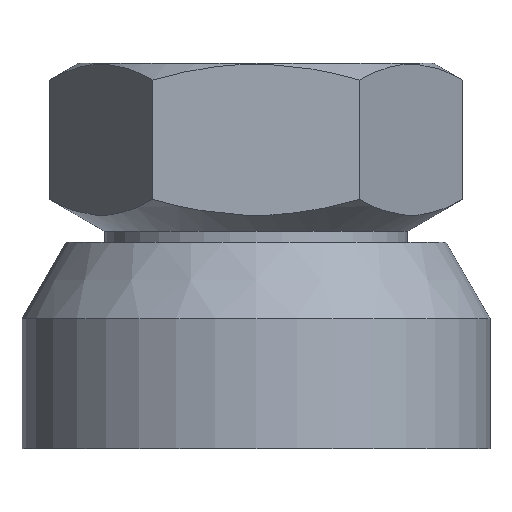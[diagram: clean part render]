
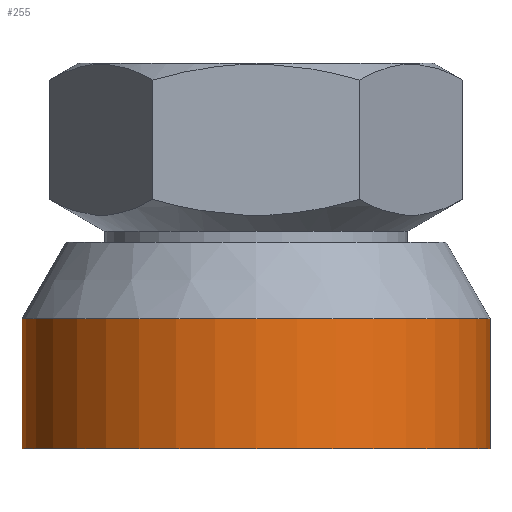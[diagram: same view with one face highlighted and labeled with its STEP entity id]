
A CAD part, front view. The second image highlights one B-rep face of the part: STEP entity #255.
In plain terms, the highlighted cylindrical face has radius 8.5 mm (diameter 17 mm), a partial arc.
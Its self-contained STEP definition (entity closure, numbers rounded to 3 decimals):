
#255=ADVANCED_FACE('',(#647),#648,.T.);
#439=EDGE_CURVE('',#501,#463,#853,.T.);
#445=EDGE_CURVE('',#465,#463,#859,.T.);
#461=EDGE_CURVE('',#465,#527,#877,.T.);
#463=VERTEX_POINT('',#879);
#465=VERTEX_POINT('',#881);
#501=VERTEX_POINT('',#923);
#503=EDGE_CURVE('',#527,#501,#925,.T.);
#527=VERTEX_POINT('',#950);
#647=FACE_OUTER_BOUND('',#1096,.T.);
#648=CYLINDRICAL_SURFACE('',#1097,8.5);
#853=LINE('',#1422,#1423);
#859=CIRCLE('',#1432,8.5);
#877=LINE('',#1452,#1453);
#879=CARTESIAN_POINT('',(8.5,0.,0.));
#881=CARTESIAN_POINT('',(-8.5,0.,0.0));
#923=CARTESIAN_POINT('',(8.5,0.,4.729));
#925=CIRCLE('',#1518,8.5);
#950=CARTESIAN_POINT('',(-8.5,0.,4.729));
#1096=EDGE_LOOP('',(#1723,#1724,#1725,#1726));
#1097=AXIS2_PLACEMENT_3D('',#1727,#1728,#1729);
#1422=CARTESIAN_POINT('',(8.5,0.,2.364));
#1423=VECTOR('',#1996,1.0);
#1432=AXIS2_PLACEMENT_3D('',#1998,#1999,#2000);
#1452=CARTESIAN_POINT('',(-8.5,0.,2.364));
#1453=VECTOR('',#2020,1.0);
#1518=AXIS2_PLACEMENT_3D('',#2069,#2070,#2071);
#1723=ORIENTED_EDGE('',*,*,#461,.F.);
#1724=ORIENTED_EDGE('',*,*,#445,.T.);
#1725=ORIENTED_EDGE('',*,*,#439,.F.);
#1726=ORIENTED_EDGE('',*,*,#503,.F.);
#1727=CARTESIAN_POINT('',(0.,0.,2.364));
#1728=DIRECTION('',(0.,0.,-1.0));
#1729=DIRECTION('',(-1.0,0.,0.));
#1996=DIRECTION('',(0.,0.,-1.0));
#1998=CARTESIAN_POINT('',(0.,0.,0.0));
#1999=DIRECTION('',(0.,0.,1.0));
#2000=DIRECTION('',(-1.0,0.,0.));
#2020=DIRECTION('',(0.,0.,1.0));
#2069=CARTESIAN_POINT('',(0.,0.,4.729));
#2070=DIRECTION('',(0.,0.,1.0));
#2071=DIRECTION('',(-1.0,0.,0.));
